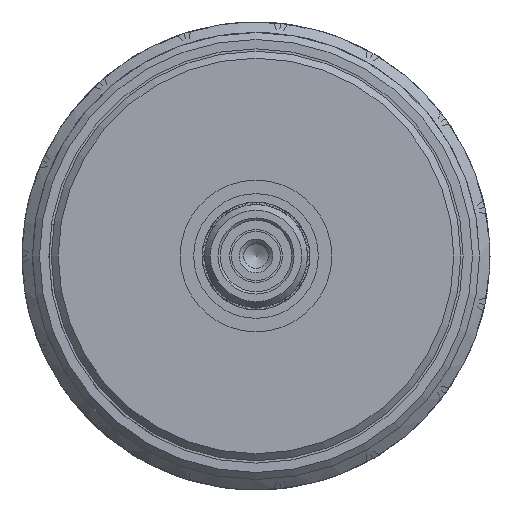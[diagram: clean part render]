
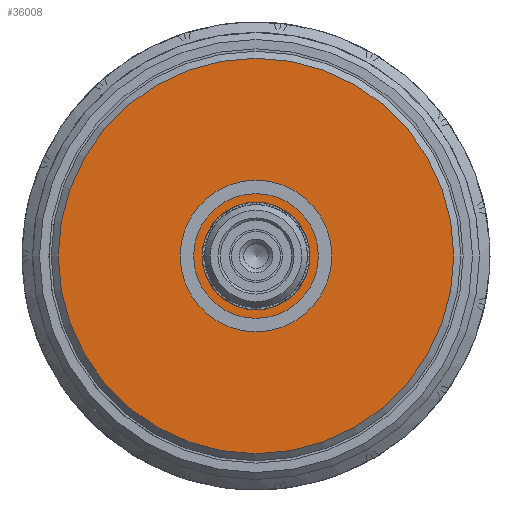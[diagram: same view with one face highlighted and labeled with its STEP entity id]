
A CAD part, front view. The second image highlights one B-rep face of the part: STEP entity #36008.
In plain terms, the highlighted planar face has unit normal (0, -1, 0).
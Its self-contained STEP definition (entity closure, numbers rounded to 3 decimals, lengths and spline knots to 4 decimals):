
#7756=PLANE('',#57033);
#15562=ORIENTED_EDGE('',*,*,#22903,.F.);
#15563=ORIENTED_EDGE('',*,*,#22904,.T.);
#22903=EDGE_CURVE('',#26600,#26600,#27626,.T.);
#22904=EDGE_CURVE('',#26601,#26601,#27627,.T.);
#26600=VERTEX_POINT('',#121030);
#26601=VERTEX_POINT('',#121033);
#27626=CIRCLE('',#57032,2.2);
#27627=CIRCLE('',#57034,8.45);
#29740=EDGE_LOOP('',(#15562));
#29741=EDGE_LOOP('',(#15563));
#32607=FACE_BOUND('',#29740,.T.);
#32608=FACE_BOUND('',#29741,.T.);
#36008=ADVANCED_FACE('',(#32607,#32608),#7756,.T.);
#57032=AXIS2_PLACEMENT_3D('',#121029,#58810,#58811);
#57033=AXIS2_PLACEMENT_3D('',#121031,#58812,#58813);
#57034=AXIS2_PLACEMENT_3D('',#121032,#58814,#58815);
#58810=DIRECTION('',(0.,-1.,0.));
#58811=DIRECTION('',(0.,0.,-1.));
#58812=DIRECTION('',(0.,-1.,0.));
#58813=DIRECTION('',(-1.,0.,0.));
#58814=DIRECTION('',(0.,-1.,0.));
#58815=DIRECTION('',(-1.,0.,0.));
#121029=CARTESIAN_POINT('',(0.,0.,0.));
#121030=CARTESIAN_POINT('',(0.,0.,-2.2));
#121031=CARTESIAN_POINT('',(0.,0.,0.));
#121032=CARTESIAN_POINT('',(0.,0.,0.));
#121033=CARTESIAN_POINT('',(-8.45,0.,0.));
